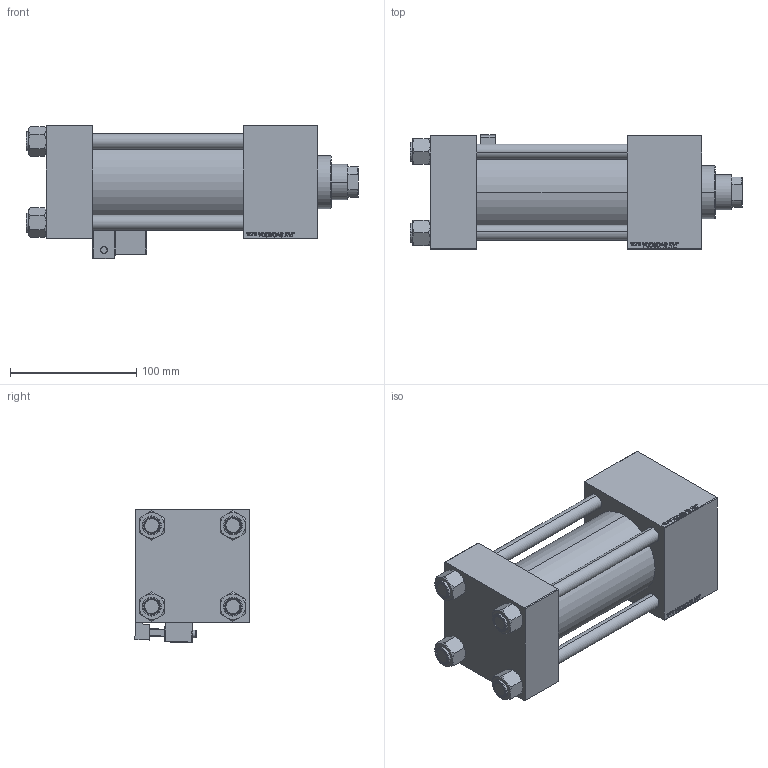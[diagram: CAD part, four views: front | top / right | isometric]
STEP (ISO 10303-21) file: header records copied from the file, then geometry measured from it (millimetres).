
FILE_DESCRIPTION (( 'STEP AP203' ), '1' );
FILE_NAME ('f77c.STEP', '2023-08-22T18:30:55', ( '' ), ( '' ), 'SwSTEP 2.0', 'SolidWorks 2019', '' );
FILE_SCHEMA (( 'CONFIG_CONTROL_DESIGN' ));
Length unit declared in the file: millimetre
Products named in the file (9): V215CR_VCP_C 5dc38213bdb5d12241a411a872e69477; FEMALE_PART_FOR_DFA 5dc38213bdb5d12241a411a872e69477; NUT_M5_C 5dc38213bdb5d12241a411a872e69477; V215_VC_A 5dc38213bdb5d12241a411a872e69477; V215CR_C_TYCINKA 5dc38213bdb5d12241a411a872e69477; V215CR_C_Body 5dc38213bdb5d12241a411a872e69477; DFA 5dc38213bdb5d12241a411a872e69477; f77c; V215CR_MSU 5dc38213bdb5d12241a411a872e69477
Assembly tree (14 placements, depth 3):
  f77c
    V215CR_C_Body 5dc38213bdb5d12241a411a872e69477
    V215CR_VCP_C 5dc38213bdb5d12241a411a872e69477
    NUT_M5_C 5dc38213bdb5d12241a411a872e69477  x4
    V215CR_C_TYCINKA 5dc38213bdb5d12241a411a872e69477  x4
    V215_VC_A 5dc38213bdb5d12241a411a872e69477
    DFA 5dc38213bdb5d12241a411a872e69477
      FEMALE_PART_FOR_DFA 5dc38213bdb5d12241a411a872e69477
    V215CR_MSU 5dc38213bdb5d12241a411a872e69477
Bounding box: 263 x 90.53 x 105.78 mm (x, y, z)
Volume: 1093030.7 mm3; surface area: 232128.4 mm2
Topology: 13 solids, 13 shells, 1259 faces, 3133 edges, 2009 vertices
Faces by surface type: plane 567, bspline 392, cone 148, cylinder 126, torus 14, sphere 12
Entity records: 53567 total; most frequent: CARTESIAN_POINT 27633, ORIENTED_EDGE 5734, DIRECTION 3873, EDGE_CURVE 2867, VERTEX_POINT 1865, LINE 1729, VECTOR 1729, EDGE_LOOP 1272
